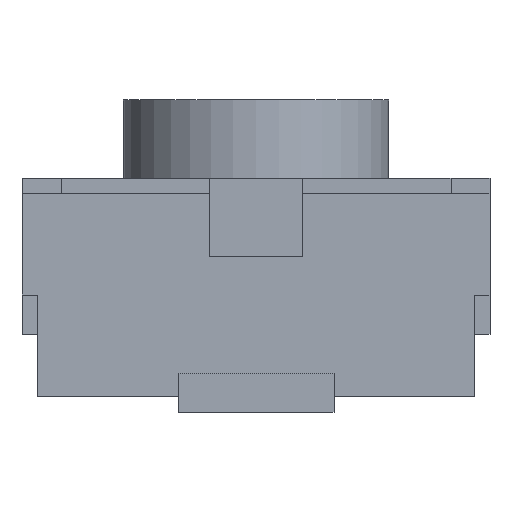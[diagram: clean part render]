
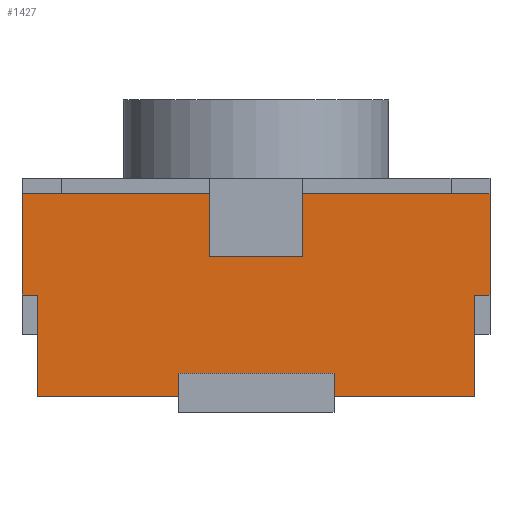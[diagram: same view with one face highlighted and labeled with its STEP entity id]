
A CAD part, left-side view. The second image highlights one B-rep face of the part: STEP entity #1427.
In plain terms, the highlighted planar face has unit normal (-1, 0, 0).
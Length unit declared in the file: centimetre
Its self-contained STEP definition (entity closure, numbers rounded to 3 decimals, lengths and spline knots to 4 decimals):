
#38=FACE_OUTER_BOUND($,#117,.T.);
#117=EDGE_LOOP($,(#979,#980,#981,#982,#983,#984,#985,#986));
#200=LINE($,#1985,#400);
#211=LINE($,#2007,#411);
#214=LINE($,#2012,#414);
#220=LINE($,#2025,#420);
#227=LINE($,#2038,#427);
#228=LINE($,#2040,#428);
#229=LINE($,#2042,#429);
#230=LINE($,#2043,#430);
#400=VECTOR($,#1609,0.065);
#411=VECTOR($,#1622,0.065);
#414=VECTOR($,#1627,0.01);
#420=VECTOR($,#1639,0.01);
#427=VECTOR($,#1652,0.28);
#428=VECTOR($,#1653,0.065);
#429=VECTOR($,#1654,0.3);
#430=VECTOR($,#1655,0.065);
#599=VERTEX_POINT($,#1982);
#600=VERTEX_POINT($,#1984);
#609=VERTEX_POINT($,#2004);
#610=VERTEX_POINT($,#2006);
#611=VERTEX_POINT($,#2010);
#615=VERTEX_POINT($,#2024);
#619=VERTEX_POINT($,#2039);
#620=VERTEX_POINT($,#2041);
#736=EDGE_CURVE($,#600,#599,#200,.T.);
#747=EDGE_CURVE($,#610,#609,#211,.T.);
#750=EDGE_CURVE($,#599,#611,#214,.T.);
#756=EDGE_CURVE($,#615,#610,#220,.T.);
#763=EDGE_CURVE($,#600,#609,#227,.T.);
#764=EDGE_CURVE($,#619,#611,#228,.T.);
#765=EDGE_CURVE($,#620,#619,#229,.F.);
#766=EDGE_CURVE($,#620,#615,#230,.F.);
#979=ORIENTED_EDGE($,*,*,#747,.T.);
#980=ORIENTED_EDGE($,*,*,#763,.F.);
#981=ORIENTED_EDGE($,*,*,#736,.T.);
#982=ORIENTED_EDGE($,*,*,#750,.T.);
#983=ORIENTED_EDGE($,*,*,#764,.F.);
#984=ORIENTED_EDGE($,*,*,#765,.F.);
#985=ORIENTED_EDGE($,*,*,#766,.T.);
#986=ORIENTED_EDGE($,*,*,#756,.T.);
#1349=PLANE($,#1518);
#1427=ADVANCED_FACE($,(#38),#1349,.F.);
#1518=AXIS2_PLACEMENT_3D($,#2037,#1650,#1651);
#1609=DIRECTION($,(0.,0.,1.));
#1622=DIRECTION($,(0.,0.,-1.));
#1627=DIRECTION($,(0.,-1.,0.));
#1639=DIRECTION($,(0.,-1.,0.));
#1650=DIRECTION('center_axis',(1.,0.,0.));
#1651=DIRECTION('ref_axis',(0.,0.,-1.));
#1652=DIRECTION($,(0.,1.,0.));
#1653=DIRECTION($,(0.,0.,-1.));
#1654=DIRECTION($,(0.,1.,0.));
#1655=DIRECTION($,(0.,0.,1.));
#1982=CARTESIAN_POINT('',(-0.19,-0.14,0.075));
#1984=CARTESIAN_POINT('',(-0.19,-0.14,0.01));
#1985=CARTESIAN_POINT($,(-0.19,-0.14,0.075));
#2004=CARTESIAN_POINT('',(-0.19,0.14,0.01));
#2006=CARTESIAN_POINT('',(-0.19,0.14,0.075));
#2007=CARTESIAN_POINT($,(-0.19,0.14,0.075));
#2010=CARTESIAN_POINT('',(-0.19,-0.15,0.075));
#2012=CARTESIAN_POINT($,(-0.19,-0.0875,0.075));
#2024=CARTESIAN_POINT('',(-0.19,0.15,0.075));
#2025=CARTESIAN_POINT($,(-0.19,0.0875,0.075));
#2037=CARTESIAN_POINT('Origin',(-0.19,0.,0.075));
#2038=CARTESIAN_POINT($,(-0.19,0.,0.01));
#2039=CARTESIAN_POINT('',(-0.19,-0.15,0.14));
#2040=CARTESIAN_POINT($,(-0.19,-0.15,0.075));
#2041=CARTESIAN_POINT('',(-0.19,0.15,0.14));
#2042=CARTESIAN_POINT($,(-0.19,0.,0.14));
#2043=CARTESIAN_POINT($,(-0.19,0.15,0.075));
